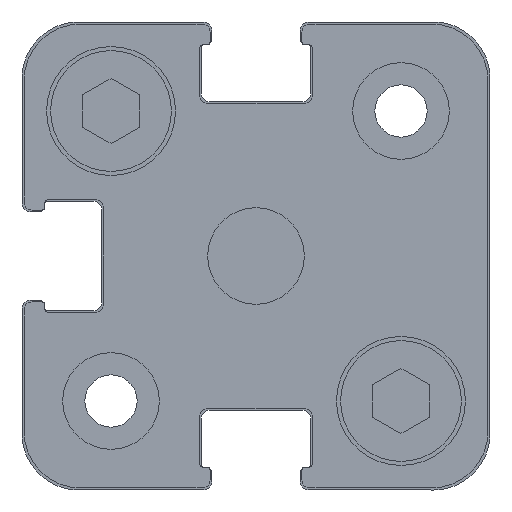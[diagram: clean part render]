
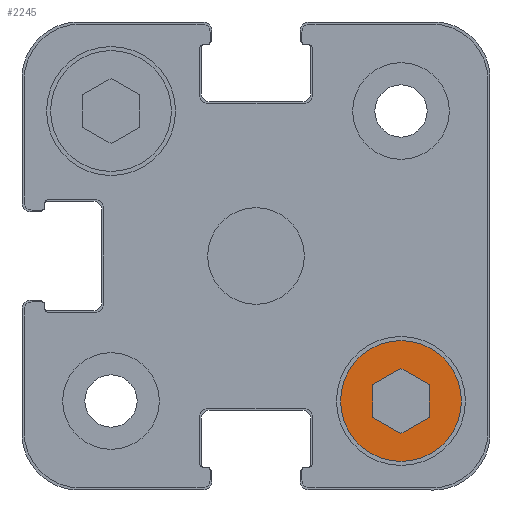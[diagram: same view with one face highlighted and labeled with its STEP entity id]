
A CAD part, front view. The second image highlights one B-rep face of the part: STEP entity #2245.
In plain terms, the highlighted planar face has unit normal (0, -1, 0).
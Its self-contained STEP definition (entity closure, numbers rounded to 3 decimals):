
#1305=CARTESIAN_POINT('',(10.75,-64.,-7.99));
#1306=VERTEX_POINT('',#1305);
#1313=CARTESIAN_POINT('',(9.,-64.,-6.979));
#1314=VERTEX_POINT('',#1313);
#1315=CARTESIAN_POINT('',(9.0,-64.,-6.979));
#1316=DIRECTION('',(0.866,0.0,-0.5));
#1317=VECTOR('',#1316,2.021);
#1318=LINE('',#1315,#1317);
#1319=EDGE_CURVE('',#1314,#1306,#1318,.T.);
#1343=CARTESIAN_POINT('',(10.75,-64.,-10.01));
#1344=VERTEX_POINT('',#1343);
#1351=CARTESIAN_POINT('',(10.75,-64.,-7.99));
#1352=DIRECTION('',(0.0,0.0,-1.0));
#1353=VECTOR('',#1352,2.021);
#1354=LINE('',#1351,#1353);
#1355=EDGE_CURVE('',#1306,#1344,#1354,.T.);
#1374=CARTESIAN_POINT('',(9.0,-64.,-11.021));
#1375=VERTEX_POINT('',#1374);
#1382=CARTESIAN_POINT('',(10.75,-64.,-10.01));
#1383=DIRECTION('',(-0.866,0.0,-0.5));
#1384=VECTOR('',#1383,2.021);
#1385=LINE('',#1382,#1384);
#1386=EDGE_CURVE('',#1344,#1375,#1385,.T.);
#1405=CARTESIAN_POINT('',(7.25,-64.,-10.01));
#1406=VERTEX_POINT('',#1405);
#1413=CARTESIAN_POINT('',(9.0,-64.,-11.021));
#1414=DIRECTION('',(-0.866,0.0,0.5));
#1415=VECTOR('',#1414,2.021);
#1416=LINE('',#1413,#1415);
#1417=EDGE_CURVE('',#1375,#1406,#1416,.T.);
#1436=CARTESIAN_POINT('',(7.25,-64.,-7.99));
#1437=VERTEX_POINT('',#1436);
#1444=CARTESIAN_POINT('',(7.25,-64.,-10.01));
#1445=DIRECTION('',(0.0,0.0,1.0));
#1446=VECTOR('',#1445,2.021);
#1447=LINE('',#1444,#1446);
#1448=EDGE_CURVE('',#1406,#1437,#1447,.T.);
#1466=CARTESIAN_POINT('',(7.25,-64.,-7.99));
#1467=DIRECTION('',(0.866,0.0,0.5));
#1468=VECTOR('',#1467,2.021);
#1469=LINE('',#1466,#1468);
#1470=EDGE_CURVE('',#1437,#1314,#1469,.T.);
#1574=CARTESIAN_POINT('',(12.75,-64.,-9.));
#1575=VERTEX_POINT('',#1574);
#1576=CARTESIAN_POINT('',(9.0,-64.,-9.0));
#1577=DIRECTION('',(0.0,-1.0,0.0));
#1578=DIRECTION('',(-1.0,0.0,0.0));
#1579=AXIS2_PLACEMENT_3D('',#1576,#1577,#1578);
#1580=CIRCLE('',#1579,3.75);
#1581=EDGE_CURVE('',#1575,#1575,#1580,.T.);
#2229=CARTESIAN_POINT('',(-0.728,-64.,0.));
#2230=DIRECTION('',(0.0,1.0,0.0));
#2231=DIRECTION('',(0.0,0.0,1.0));
#2232=AXIS2_PLACEMENT_3D('',#2229,#2230,#2231);
#2233=PLANE('',#2232);
#2234=ORIENTED_EDGE('',*,*,#1581,.T.);
#2235=EDGE_LOOP('',(#2234));
#2236=FACE_OUTER_BOUND('',#2235,.T.);
#2237=ORIENTED_EDGE('',*,*,#1319,.T.);
#2238=ORIENTED_EDGE('',*,*,#1355,.T.);
#2239=ORIENTED_EDGE('',*,*,#1386,.T.);
#2240=ORIENTED_EDGE('',*,*,#1417,.T.);
#2241=ORIENTED_EDGE('',*,*,#1448,.T.);
#2242=ORIENTED_EDGE('',*,*,#1470,.T.);
#2243=EDGE_LOOP('',(#2237,#2238,#2239,#2240,#2241,#2242));
#2244=FACE_BOUND('',#2243,.T.);
#2245=ADVANCED_FACE('',(#2236,#2244),#2233,.F.);
